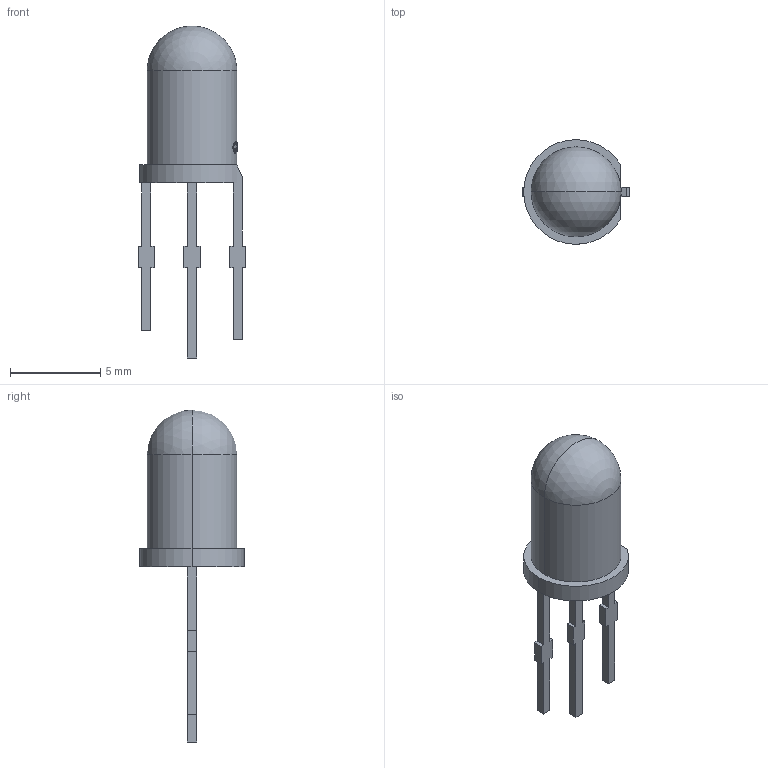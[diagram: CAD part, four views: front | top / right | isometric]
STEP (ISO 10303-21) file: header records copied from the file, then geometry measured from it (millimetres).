
FILE_DESCRIPTION (( 'STEP AP214' ), '1' );
FILE_NAME ('LED-TH_3P-BD5.8-P2.54_XL-A524SURUGC.STEP', '2023-06-07T05:54:39', ( '' ), ( '' ), 'SwSTEP 2.0', 'SolidWorks 2020', '' );
FILE_SCHEMA (( 'AUTOMOTIVE_DESIGN' ));
Length unit declared in the file: millimetre
Products named in the file (1): LED-TH_3P-BD5.8-P2.54_XL-A524SURUGC
Bounding box: 5.98 x 5.8 x 18.4 mm (x, y, z)
Volume: 166.9 mm3; surface area: 228.3 mm2
Topology: 1 solids, 1 shells, 274 faces, 752 edges, 499 vertices
Faces by surface type: plane 151, bspline 98, cylinder 23, sphere 2
Entity records: 13540 total; most frequent: CARTESIAN_POINT 4256, ORIENTED_EDGE 1496, DIRECTION 968, EDGE_CURVE 748, VERTEX_POINT 497, VECTOR 398, LINE 398, EDGE_LOOP 295
